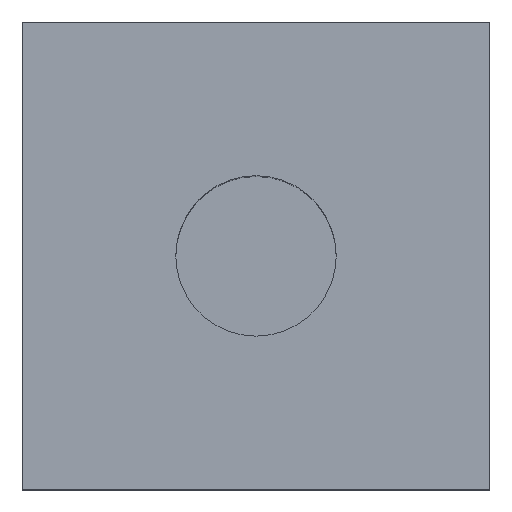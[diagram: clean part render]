
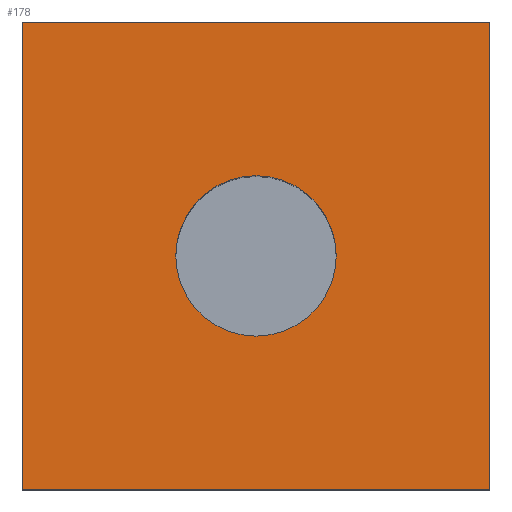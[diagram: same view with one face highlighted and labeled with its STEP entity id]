
A CAD part, top view. The second image highlights one B-rep face of the part: STEP entity #178.
In plain terms, the highlighted face is planar.
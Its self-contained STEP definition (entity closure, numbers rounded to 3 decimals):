
#81=CARTESIAN_POINT('Vertex',(4.017,-0.172,0.)) ;
#84=CARTESIAN_POINT('Axis2P3D Location',(-1.983,-0.172,0.)) ;
#88=CARTESIAN_POINT('Vertex',(-7.983,-0.172,0.)) ;
#123=CARTESIAN_POINT('Axis2P3D Location',(-1.983,-0.172,0.)) ;
#135=CARTESIAN_POINT('Axis2P3D Location',(0.,0.,0.)) ;
#140=CARTESIAN_POINT('Line Origine',(-19.483,-0.172,0.)) ;
#144=CARTESIAN_POINT('Vertex',(-19.483,17.328,0.)) ;
#146=CARTESIAN_POINT('Vertex',(-19.483,-17.672,0.)) ;
#149=CARTESIAN_POINT('Line Origine',(-1.983,17.328,0.)) ;
#153=CARTESIAN_POINT('Vertex',(15.517,17.328,0.)) ;
#156=CARTESIAN_POINT('Line Origine',(15.517,-0.172,0.)) ;
#160=CARTESIAN_POINT('Vertex',(15.517,-17.672,0.)) ;
#163=CARTESIAN_POINT('Line Origine',(-1.983,-17.672,0.)) ;
#85=DIRECTION('Axis2P3D Direction',(-0.,0.,-1.)) ;
#124=DIRECTION('Axis2P3D Direction',(-0.,0.,-1.)) ;
#136=DIRECTION('Axis2P3D Direction',(-0.,0.,1.)) ;
#137=DIRECTION('Axis2P3D XDirection',(1.,0.,0.)) ;
#141=DIRECTION('Vector Direction',(0.,-1.,0.)) ;
#150=DIRECTION('Vector Direction',(-1.,0.,0.)) ;
#157=DIRECTION('Vector Direction',(0.,1.,0.)) ;
#164=DIRECTION('Vector Direction',(1.,0.,0.)) ;
#86=AXIS2_PLACEMENT_3D('Circle Axis2P3D',#84,#85,$) ;
#125=AXIS2_PLACEMENT_3D('Circle Axis2P3D',#123,#124,$) ;
#138=AXIS2_PLACEMENT_3D('Plane Axis2P3D',#135,#136,#137) ;
#169=ORIENTED_EDGE('',*,*,#148,.F.) ;
#170=ORIENTED_EDGE('',*,*,#155,.F.) ;
#171=ORIENTED_EDGE('',*,*,#162,.F.) ;
#172=ORIENTED_EDGE('',*,*,#167,.F.) ;
#175=ORIENTED_EDGE('',*,*,#127,.F.) ;
#176=ORIENTED_EDGE('',*,*,#90,.F.) ;
#177=FACE_BOUND('',#174,.T.) ;
#142=VECTOR('Line Direction',#141,1.) ;
#151=VECTOR('Line Direction',#150,1.) ;
#158=VECTOR('Line Direction',#157,1.) ;
#165=VECTOR('Line Direction',#164,1.) ;
#178=ADVANCED_FACE('Cortar-Extruir1',(#173,#177),#139,.F.) ;
#87=CIRCLE('generated circle',#86,6.) ;
#126=CIRCLE('generated circle',#125,6.) ;
#90=EDGE_CURVE('',#82,#89,#87,.T.) ;
#127=EDGE_CURVE('',#89,#82,#126,.T.) ;
#148=EDGE_CURVE('',#145,#147,#143,.T.) ;
#155=EDGE_CURVE('',#154,#145,#152,.T.) ;
#162=EDGE_CURVE('',#161,#154,#159,.T.) ;
#167=EDGE_CURVE('',#147,#161,#166,.T.) ;
#168=EDGE_LOOP('',(#169,#170,#171,#172)) ;
#174=EDGE_LOOP('',(#175,#176)) ;
#173=FACE_OUTER_BOUND('',#168,.T.) ;
#143=LINE('Line',#140,#142) ;
#152=LINE('Line',#149,#151) ;
#159=LINE('Line',#156,#158) ;
#166=LINE('Line',#163,#165) ;
#139=PLANE('Plane',#138) ;
#82=VERTEX_POINT('',#81) ;
#89=VERTEX_POINT('',#88) ;
#145=VERTEX_POINT('',#144) ;
#147=VERTEX_POINT('',#146) ;
#154=VERTEX_POINT('',#153) ;
#161=VERTEX_POINT('',#160) ;
